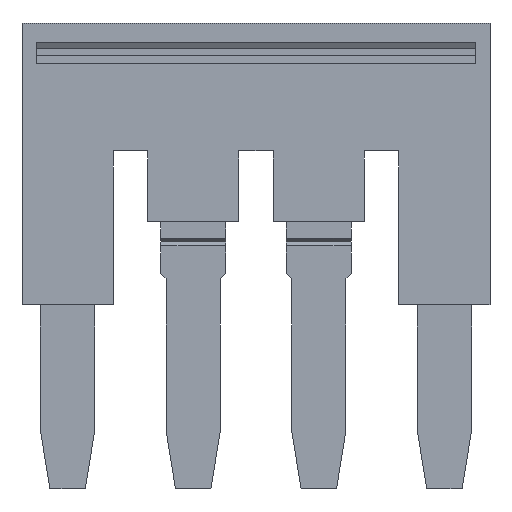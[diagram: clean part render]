
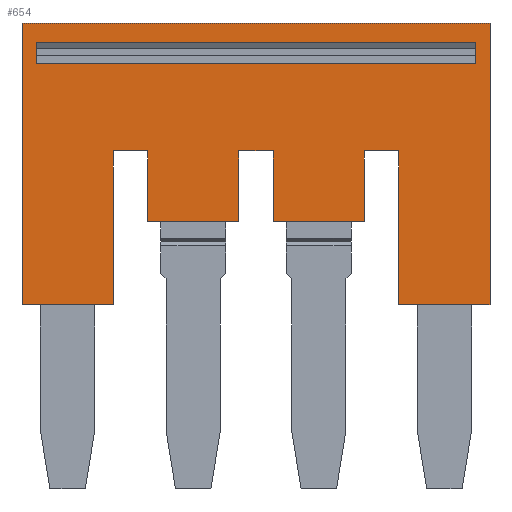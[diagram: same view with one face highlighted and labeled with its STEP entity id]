
A CAD part, front view. The second image highlights one B-rep face of the part: STEP entity #654.
In plain terms, the highlighted face is planar.
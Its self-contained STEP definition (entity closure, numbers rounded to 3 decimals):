
#134=CARTESIAN_POINT('',(5.772,-18.975,43.81));
#135=VERTEX_POINT('',#134);
#136=CARTESIAN_POINT('',(5.772,-18.975,48.31));
#137=VERTEX_POINT('',#136);
#138=CARTESIAN_POINT('',(5.772,-18.975,43.81));
#139=DIRECTION('',(0.,0.,1.));
#140=VECTOR('',#139,4.5);
#141=LINE('',#138,#140);
#142=EDGE_CURVE('',#135,#137,#141,.T.);
#174=CARTESIAN_POINT('',(5.772,-15.475,43.81));
#175=VERTEX_POINT('',#174);
#176=CARTESIAN_POINT('',(5.772,-15.475,42.11));
#177=VERTEX_POINT('',#176);
#178=CARTESIAN_POINT('',(5.772,-15.475,43.81));
#179=DIRECTION('',(0.,0.,-1.));
#180=VECTOR('',#179,1.7);
#181=LINE('',#178,#180);
#182=EDGE_CURVE('',#175,#177,#181,.T.);
#224=CARTESIAN_POINT('',(5.772,-9.175,60.71));
#225=VERTEX_POINT('',#224);
#232=CARTESIAN_POINT('',(5.772,-9.175,37.61));
#233=VERTEX_POINT('',#232);
#234=CARTESIAN_POINT('',(5.772,-9.175,37.61));
#235=DIRECTION('',(0.,0.,1.));
#236=VECTOR('',#235,23.1);
#237=LINE('',#234,#236);
#238=EDGE_CURVE('',#233,#225,#237,.T.);
#254=CARTESIAN_POINT('',(5.772,-10.141,60.01));
#255=VERTEX_POINT('',#254);
#256=CARTESIAN_POINT('',(5.772,-11.139,60.01));
#257=VERTEX_POINT('',#256);
#258=CARTESIAN_POINT('',(5.772,-10.141,60.01));
#259=DIRECTION('',(0.,-1.,0.));
#260=VECTOR('',#259,0.998);
#261=LINE('',#258,#260);
#262=EDGE_CURVE('',#255,#257,#261,.T.);
#463=CARTESIAN_POINT('',(5.772,-15.475,48.31));
#464=VERTEX_POINT('',#463);
#465=CARTESIAN_POINT('',(5.772,-15.475,48.31));
#466=DIRECTION('',(0.,-1.,0.));
#467=VECTOR('',#466,3.5);
#468=LINE('',#465,#467);
#469=EDGE_CURVE('',#464,#137,#468,.T.);
#528=CARTESIAN_POINT('',(5.772,-7.233,33.72));
#529=DIRECTION('',(-1.,0.,0.));
#530=DIRECTION('',(0.,-1.,0.));
#531=AXIS2_PLACEMENT_3D('',#528,#529,#530);
#532=PLANE('',#531);
#533=CARTESIAN_POINT('',(5.772,-11.139,38.31));
#534=VERTEX_POINT('',#533);
#535=CARTESIAN_POINT('',(5.772,-11.139,60.01));
#536=DIRECTION('',(0.,0.,-1.));
#537=VECTOR('',#536,21.7);
#538=LINE('',#535,#537);
#539=EDGE_CURVE('',#257,#534,#538,.T.);
#540=ORIENTED_EDGE('',*,*,#539,.F.);
#541=ORIENTED_EDGE('',*,*,#262,.F.);
#542=CARTESIAN_POINT('',(5.772,-10.141,38.31));
#543=VERTEX_POINT('',#542);
#544=CARTESIAN_POINT('',(5.772,-10.141,38.31));
#545=DIRECTION('',(0.,0.,1.));
#546=VECTOR('',#545,21.7);
#547=LINE('',#544,#546);
#548=EDGE_CURVE('',#543,#255,#547,.T.);
#549=ORIENTED_EDGE('',*,*,#548,.F.);
#550=CARTESIAN_POINT('',(5.772,-11.139,38.31));
#551=DIRECTION('',(0.,1.,0.));
#552=VECTOR('',#551,0.998);
#553=LINE('',#550,#552);
#554=EDGE_CURVE('',#534,#543,#553,.T.);
#555=ORIENTED_EDGE('',*,*,#554,.F.);
#556=EDGE_LOOP('',(#540,#541,#549,#555));
#557=FACE_BOUND('',#556,.T.);
#558=CARTESIAN_POINT('',(5.772,-23.075,56.21));
#559=VERTEX_POINT('',#558);
#560=CARTESIAN_POINT('',(5.772,-15.475,56.21));
#561=VERTEX_POINT('',#560);
#562=CARTESIAN_POINT('',(5.772,-23.075,56.21));
#563=DIRECTION('',(0.,1.,0.));
#564=VECTOR('',#563,7.6);
#565=LINE('',#562,#564);
#566=EDGE_CURVE('',#559,#561,#565,.T.);
#567=ORIENTED_EDGE('',*,*,#566,.T.);
#568=CARTESIAN_POINT('',(5.772,-15.475,54.51));
#569=VERTEX_POINT('',#568);
#570=CARTESIAN_POINT('',(5.772,-15.475,56.21));
#571=DIRECTION('',(0.,0.,-1.));
#572=VECTOR('',#571,1.7);
#573=LINE('',#570,#572);
#574=EDGE_CURVE('',#561,#569,#573,.T.);
#575=ORIENTED_EDGE('',*,*,#574,.T.);
#576=CARTESIAN_POINT('',(5.772,-18.975,54.51));
#577=VERTEX_POINT('',#576);
#578=CARTESIAN_POINT('',(5.772,-18.975,54.51));
#579=DIRECTION('',(0.,1.,0.));
#580=VECTOR('',#579,3.5);
#581=LINE('',#578,#580);
#582=EDGE_CURVE('',#577,#569,#581,.T.);
#583=ORIENTED_EDGE('',*,*,#582,.F.);
#584=CARTESIAN_POINT('',(5.772,-18.975,50.01));
#585=VERTEX_POINT('',#584);
#586=CARTESIAN_POINT('',(5.772,-18.975,50.01));
#587=DIRECTION('',(0.,0.,1.));
#588=VECTOR('',#587,4.5);
#589=LINE('',#586,#588);
#590=EDGE_CURVE('',#585,#577,#589,.T.);
#591=ORIENTED_EDGE('',*,*,#590,.F.);
#592=CARTESIAN_POINT('',(5.772,-15.475,50.01));
#593=VERTEX_POINT('',#592);
#594=CARTESIAN_POINT('',(5.772,-15.475,50.01));
#595=DIRECTION('',(0.,-1.,0.));
#596=VECTOR('',#595,3.5);
#597=LINE('',#594,#596);
#598=EDGE_CURVE('',#593,#585,#597,.T.);
#599=ORIENTED_EDGE('',*,*,#598,.F.);
#600=CARTESIAN_POINT('',(5.772,-15.475,50.01));
#601=DIRECTION('',(0.,0.,-1.));
#602=VECTOR('',#601,1.7);
#603=LINE('',#600,#602);
#604=EDGE_CURVE('',#593,#464,#603,.T.);
#605=ORIENTED_EDGE('',*,*,#604,.T.);
#606=ORIENTED_EDGE('',*,*,#469,.T.);
#607=ORIENTED_EDGE('',*,*,#142,.F.);
#608=CARTESIAN_POINT('',(5.772,-18.975,43.81));
#609=DIRECTION('',(0.,1.,0.));
#610=VECTOR('',#609,3.5);
#611=LINE('',#608,#610);
#612=EDGE_CURVE('',#135,#175,#611,.T.);
#613=ORIENTED_EDGE('',*,*,#612,.T.);
#614=ORIENTED_EDGE('',*,*,#182,.T.);
#615=CARTESIAN_POINT('',(5.772,-23.075,42.11));
#616=VERTEX_POINT('',#615);
#617=CARTESIAN_POINT('',(5.772,-15.475,42.11));
#618=DIRECTION('',(0.,-1.,0.));
#619=VECTOR('',#618,7.6);
#620=LINE('',#617,#619);
#621=EDGE_CURVE('',#177,#616,#620,.T.);
#622=ORIENTED_EDGE('',*,*,#621,.T.);
#623=CARTESIAN_POINT('',(5.772,-23.075,37.61));
#624=VERTEX_POINT('',#623);
#625=CARTESIAN_POINT('',(5.772,-23.075,37.61));
#626=DIRECTION('',(0.,0.,1.));
#627=VECTOR('',#626,4.5);
#628=LINE('',#625,#627);
#629=EDGE_CURVE('',#624,#616,#628,.T.);
#630=ORIENTED_EDGE('',*,*,#629,.F.);
#631=CARTESIAN_POINT('',(5.772,-23.075,37.61));
#632=DIRECTION('',(0.,1.,0.));
#633=VECTOR('',#632,13.9);
#634=LINE('',#631,#633);
#635=EDGE_CURVE('',#624,#233,#634,.T.);
#636=ORIENTED_EDGE('',*,*,#635,.T.);
#637=ORIENTED_EDGE('',*,*,#238,.T.);
#638=CARTESIAN_POINT('',(5.772,-23.075,60.71));
#639=VERTEX_POINT('',#638);
#640=CARTESIAN_POINT('',(5.772,-23.075,60.71));
#641=DIRECTION('',(0.,1.,0.));
#642=VECTOR('',#641,13.9);
#643=LINE('',#640,#642);
#644=EDGE_CURVE('',#639,#225,#643,.T.);
#645=ORIENTED_EDGE('',*,*,#644,.F.);
#646=CARTESIAN_POINT('',(5.772,-23.075,56.21));
#647=DIRECTION('',(0.,0.,1.));
#648=VECTOR('',#647,4.5);
#649=LINE('',#646,#648);
#650=EDGE_CURVE('',#559,#639,#649,.T.);
#651=ORIENTED_EDGE('',*,*,#650,.F.);
#652=EDGE_LOOP('',(#567,#575,#583,#591,#599,#605,#606,#607,#613,#614,#622,#630,#636,#637,#645,#651));
#653=FACE_BOUND('',#652,.T.);
#654=ADVANCED_FACE('',(#557,#653),#532,.F.);
